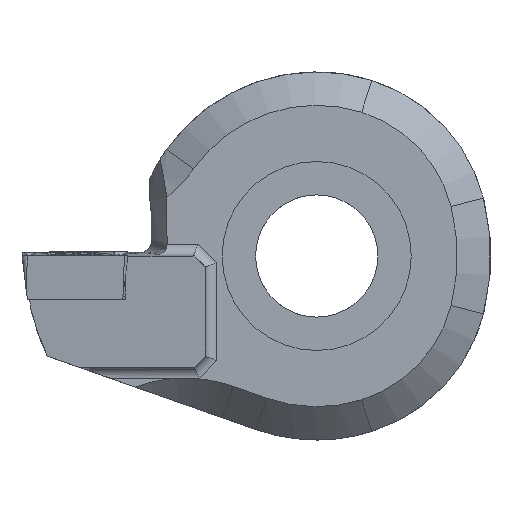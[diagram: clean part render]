
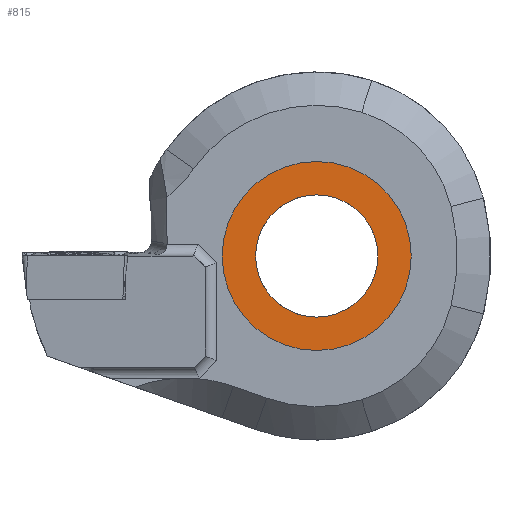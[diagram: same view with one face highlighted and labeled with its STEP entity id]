
A CAD part, left-side view. The second image highlights one B-rep face of the part: STEP entity #815.
In plain terms, the highlighted planar face has unit normal (-1, 0, 0).
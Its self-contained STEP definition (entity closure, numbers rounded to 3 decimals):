
#529 = EDGE_CURVE ( 'NONE', #1232, #5634, #1835, .T. ) ;
#577 = DIRECTION ( 'NONE',  ( -1., 0., 0. ) ) ;
#701 = AXIS2_PLACEMENT_3D ( 'NONE', #993, #2792, #5434 ) ;
#815 = ADVANCED_FACE ( 'NONE', ( #4554, #1475 ), #4965, .T. ) ;
#993 = CARTESIAN_POINT ( 'NONE',  ( -4., 0., 0. ) ) ;
#997 = CARTESIAN_POINT ( 'NONE',  ( -4., 0., 0. ) ) ;
#1232 = VERTEX_POINT ( 'NONE', #4031 ) ;
#1259 = CIRCLE ( 'NONE', #701, 8.5 ) ;
#1283 = CARTESIAN_POINT ( 'NONE',  ( -4., 0., 0. ) ) ;
#1475 = FACE_OUTER_BOUND ( 'NONE', #3349, .T. ) ;
#1752 = EDGE_CURVE ( 'NONE', #2898, #4431, #1259, .T. ) ;
#1835 = CIRCLE ( 'NONE', #5055, 5.5 ) ;
#1980 = AXIS2_PLACEMENT_3D ( 'NONE', #4237, #577, #3406 ) ;
#2278 = DIRECTION ( 'NONE',  ( 0., 0., -1. ) ) ;
#2403 = CARTESIAN_POINT ( 'NONE',  ( -4., 0., 8.5 ) ) ;
#2468 = ORIENTED_EDGE ( 'NONE', *, *, #5217, .T. ) ;
#2640 = AXIS2_PLACEMENT_3D ( 'NONE', #997, #2769, #2278 ) ;
#2769 = DIRECTION ( 'NONE',  ( 1., 0., 0. ) ) ;
#2792 = DIRECTION ( 'NONE',  ( 1., 0., 0. ) ) ;
#2823 = DIRECTION ( 'NONE',  ( 0., 0., -1. ) ) ;
#2898 = VERTEX_POINT ( 'NONE', #4337 ) ;
#3008 = CIRCLE ( 'NONE', #2640, 8.5 ) ;
#3341 = CARTESIAN_POINT ( 'NONE',  ( -4., 0., -5.5 ) ) ;
#3349 = EDGE_LOOP ( 'NONE', ( #3482, #4363 ) ) ;
#3365 = CIRCLE ( 'NONE', #5299, 5.5 ) ;
#3406 = DIRECTION ( 'NONE',  ( 0., 0., 1. ) ) ;
#3482 = ORIENTED_EDGE ( 'NONE', *, *, #1752, .F. ) ;
#3682 = CARTESIAN_POINT ( 'NONE',  ( -4., 0., 0. ) ) ;
#3812 = ORIENTED_EDGE ( 'NONE', *, *, #529, .T. ) ;
#4031 = CARTESIAN_POINT ( 'NONE',  ( -4., 0., 5.5 ) ) ;
#4192 = DIRECTION ( 'NONE',  ( 1., 0., 0. ) ) ;
#4237 = CARTESIAN_POINT ( 'NONE',  ( -4., 8.5, 0. ) ) ;
#4337 = CARTESIAN_POINT ( 'NONE',  ( -4., 0., -8.5 ) ) ;
#4363 = ORIENTED_EDGE ( 'NONE', *, *, #5171, .F. ) ;
#4431 = VERTEX_POINT ( 'NONE', #2403 ) ;
#4554 = FACE_BOUND ( 'NONE', #5295, .T. ) ;
#4709 = DIRECTION ( 'NONE',  ( 0., 0., -1. ) ) ;
#4965 = PLANE ( 'NONE',  #1980 ) ;
#5055 = AXIS2_PLACEMENT_3D ( 'NONE', #1283, #5145, #4709 ) ;
#5145 = DIRECTION ( 'NONE',  ( 1., 0., 0. ) ) ;
#5171 = EDGE_CURVE ( 'NONE', #4431, #2898, #3008, .T. ) ;
#5217 = EDGE_CURVE ( 'NONE', #5634, #1232, #3365, .T. ) ;
#5295 = EDGE_LOOP ( 'NONE', ( #2468, #3812 ) ) ;
#5299 = AXIS2_PLACEMENT_3D ( 'NONE', #3682, #4192, #2823 ) ;
#5434 = DIRECTION ( 'NONE',  ( 0., 0., -1. ) ) ;
#5634 = VERTEX_POINT ( 'NONE', #3341 ) ;
